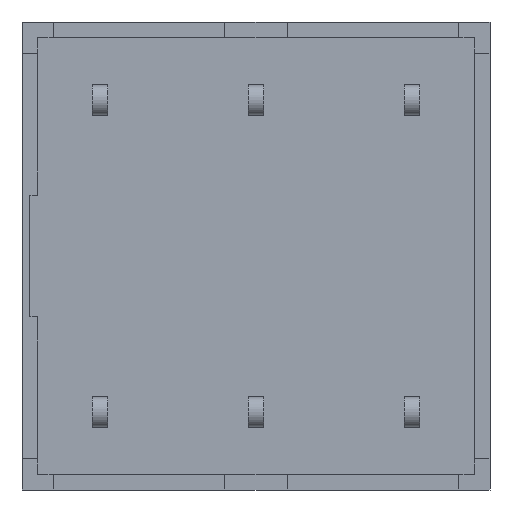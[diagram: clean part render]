
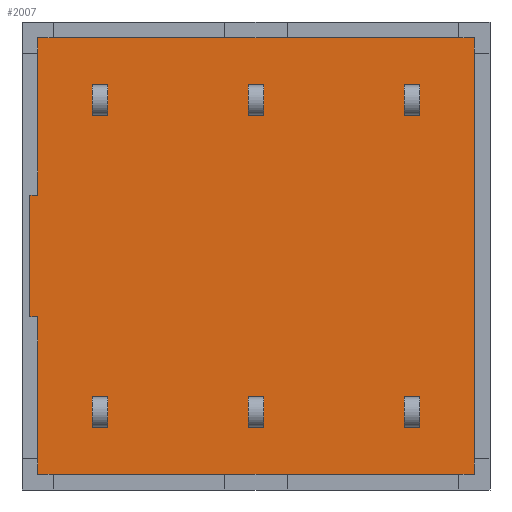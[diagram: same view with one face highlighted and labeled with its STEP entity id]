
A CAD part, front view. The second image highlights one B-rep face of the part: STEP entity #2007.
In plain terms, the highlighted face is planar.
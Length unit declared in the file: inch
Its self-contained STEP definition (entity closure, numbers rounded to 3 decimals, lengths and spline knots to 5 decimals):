
#133=FACE_OUTER_BOUND('',#243,.T.);
#243=EDGE_LOOP('',(#1413,#1414,#1415,#1416,#1417,#1418,#1419,#1420));
#374=LINE('',#2855,#632);
#384=LINE('',#2874,#642);
#404=LINE('',#2914,#662);
#408=LINE('',#2922,#666);
#409=LINE('',#2924,#667);
#410=LINE('',#2926,#668);
#411=LINE('',#2928,#669);
#412=LINE('',#2929,#670);
#632=VECTOR('',#2291,0.56);
#642=VECTOR('',#2303,0.56);
#662=VECTOR('',#2335,0.56);
#666=VECTOR('',#2341,0.202);
#667=VECTOR('',#2342,0.01);
#668=VECTOR('',#2343,0.156);
#669=VECTOR('',#2344,0.01);
#670=VECTOR('',#2345,0.202);
#887=VERTEX_POINT('',#2852);
#888=VERTEX_POINT('',#2854);
#896=VERTEX_POINT('',#2872);
#910=VERTEX_POINT('',#2912);
#913=VERTEX_POINT('',#2921);
#914=VERTEX_POINT('',#2923);
#915=VERTEX_POINT('',#2925);
#916=VERTEX_POINT('',#2927);
#1076=EDGE_CURVE('',#888,#887,#374,.T.);
#1086=EDGE_CURVE('',#887,#896,#384,.T.);
#1106=EDGE_CURVE('',#896,#910,#404,.T.);
#1110=EDGE_CURVE('',#910,#913,#408,.T.);
#1111=EDGE_CURVE('',#913,#914,#409,.T.);
#1112=EDGE_CURVE('',#914,#915,#410,.T.);
#1113=EDGE_CURVE('',#915,#916,#411,.T.);
#1114=EDGE_CURVE('',#916,#888,#412,.T.);
#1413=ORIENTED_EDGE('',*,*,#1106,.T.);
#1414=ORIENTED_EDGE('',*,*,#1110,.T.);
#1415=ORIENTED_EDGE('',*,*,#1111,.T.);
#1416=ORIENTED_EDGE('',*,*,#1112,.T.);
#1417=ORIENTED_EDGE('',*,*,#1113,.T.);
#1418=ORIENTED_EDGE('',*,*,#1114,.T.);
#1419=ORIENTED_EDGE('',*,*,#1076,.T.);
#1420=ORIENTED_EDGE('',*,*,#1086,.T.);
#1907=PLANE('',#2122);
#2007=ADVANCED_FACE('',(#133),#1907,.T.);
#2122=AXIS2_PLACEMENT_3D('',#2920,#2339,#2340);
#2291=DIRECTION('',(0.,1.,0.));
#2303=DIRECTION('',(0.,0.,1.));
#2335=DIRECTION('',(0.,-1.,0.));
#2339=DIRECTION('center_axis',(1.,0.,0.));
#2340=DIRECTION('ref_axis',(0.,0.,-1.));
#2341=DIRECTION('',(0.,0.,-1.));
#2342=DIRECTION('',(0.,-1.,0.));
#2343=DIRECTION('',(0.,0.,-1.));
#2344=DIRECTION('',(0.,1.,0.));
#2345=DIRECTION('',(0.,0.,-1.));
#2852=CARTESIAN_POINT('',(0.01,0.28,-0.28));
#2854=CARTESIAN_POINT('',(0.01,-0.28,-0.28));
#2855=CARTESIAN_POINT('',(0.01,-0.28,-0.28));
#2872=CARTESIAN_POINT('',(0.01,0.28,0.28));
#2874=CARTESIAN_POINT('',(0.01,0.28,-0.28));
#2912=CARTESIAN_POINT('',(0.01,-0.28,0.28));
#2914=CARTESIAN_POINT('',(0.01,0.28,0.28));
#2920=CARTESIAN_POINT('Origin',(0.01,0.,0.));
#2921=CARTESIAN_POINT('',(0.01,-0.28,0.078));
#2922=CARTESIAN_POINT('',(0.01,-0.28,0.28));
#2923=CARTESIAN_POINT('',(0.01,-0.29,0.078));
#2924=CARTESIAN_POINT('',(0.01,-0.28,0.078));
#2925=CARTESIAN_POINT('',(0.01,-0.29,-0.078));
#2926=CARTESIAN_POINT('',(0.01,-0.29,0.078));
#2927=CARTESIAN_POINT('',(0.01,-0.28,-0.078));
#2928=CARTESIAN_POINT('',(0.01,-0.29,-0.078));
#2929=CARTESIAN_POINT('',(0.01,-0.28,-0.078));
